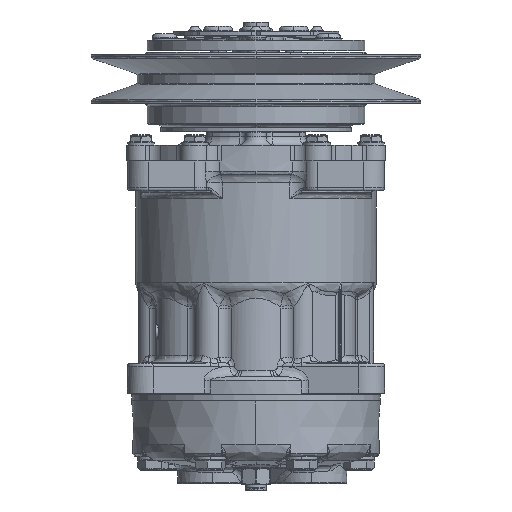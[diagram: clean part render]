
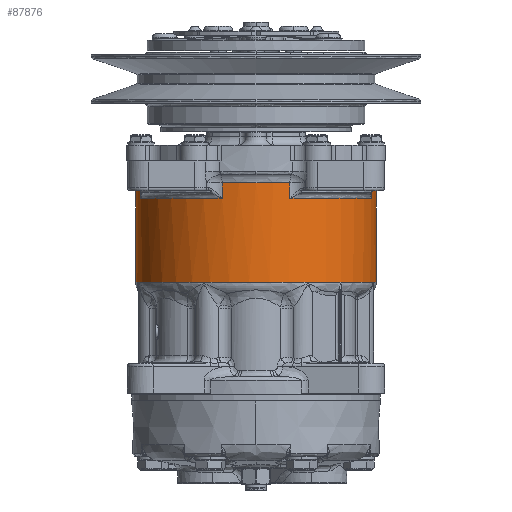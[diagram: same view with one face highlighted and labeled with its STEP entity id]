
A CAD part, front view. The second image highlights one B-rep face of the part: STEP entity #87876.
In plain terms, the highlighted cylindrical face has radius 58 mm (diameter 116 mm), a partial arc.
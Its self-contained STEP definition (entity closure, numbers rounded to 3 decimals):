
#15147 = CARTESIAN_POINT ( 'NONE',  ( -1.684, -35.716, 78.716 ) ) ;
#15591 = CARTESIAN_POINT ( 'NONE',  ( 70.31, 3.589, 78.716 ) ) ;
#16567 = CARTESIAN_POINT ( 'NONE',  ( 31.005, -35.716, 78.716 ) ) ;
#31810 = CARTESIAN_POINT ( 'NONE',  ( -1.684, -35.716, 86.138 ) ) ;
#31888 = CARTESIAN_POINT ( 'NONE',  ( 31.005, -35.716, 86.138 ) ) ;
#35716 = CIRCLE ( 'NONE', #35794, 58. ) ;
#35737 = CARTESIAN_POINT ( 'NONE',  ( 14.66, 19.934, 78.716 ) ) ;
#35738 = DIRECTION ( 'NONE',  ( 0., 0., -1. ) ) ;
#35739 = VECTOR ( 'NONE', #35738, 1000. ) ;
#35740 = CARTESIAN_POINT ( 'NONE',  ( -1.684, -35.716, 97.716 ) ) ;
#35741 = LINE ( 'NONE', #35740, #35739 ) ;
#35746 = CIRCLE ( 'NONE', #35792, 58. ) ;
#35784 = DIRECTION ( 'NONE',  ( 1., 0., 0. ) ) ;
#35785 = DIRECTION ( 'NONE',  ( 0., 0., -1. ) ) ;
#35790 = DIRECTION ( 'NONE',  ( 1., 0., 0. ) ) ;
#35791 = DIRECTION ( 'NONE',  ( 0., 0., -1. ) ) ;
#35792 = AXIS2_PLACEMENT_3D ( 'NONE', #35799, #35791, #35790 ) ;
#35794 = AXIS2_PLACEMENT_3D ( 'NONE', #35737, #35785, #35784 ) ;
#35799 = CARTESIAN_POINT ( 'NONE',  ( 14.66, 19.934, 78.716 ) ) ;
#35813 = LINE ( 'NONE', #35863, #35860 ) ;
#35859 = DIRECTION ( 'NONE',  ( 0., 0., -1. ) ) ;
#35860 = VECTOR ( 'NONE', #35859, 1000. ) ;
#35863 = CARTESIAN_POINT ( 'NONE',  ( 70.31, 3.589, 97.716 ) ) ;
#35880 = DIRECTION ( 'NONE',  ( 1., 0., 0. ) ) ;
#35881 = DIRECTION ( 'NONE',  ( 0., 0., 1. ) ) ;
#35882 = CARTESIAN_POINT ( 'NONE',  ( 14.66, 19.934, 38.216 ) ) ;
#35883 = AXIS2_PLACEMENT_3D ( 'NONE', #35882, #35881, #35880 ) ;
#35891 = CIRCLE ( 'NONE', #35883, 58. ) ;
#35895 = DIRECTION ( 'NONE',  ( 0., 0., 1. ) ) ;
#35896 = VECTOR ( 'NONE', #35895, 1000. ) ;
#35897 = CARTESIAN_POINT ( 'NONE',  ( 31.005, -35.716, 97.716 ) ) ;
#35898 = LINE ( 'NONE', #35897, #35896 ) ;
#39443 = CARTESIAN_POINT ( 'NONE',  ( 14.66, 19.934, 86.138 ) ) ;
#39478 = DIRECTION ( 'NONE',  ( -1., 0., 0. ) ) ;
#39479 = DIRECTION ( 'NONE',  ( 0., 0., -1. ) ) ;
#39480 = AXIS2_PLACEMENT_3D ( 'NONE', #39443, #39479, #39478 ) ;
#39481 = CIRCLE ( 'NONE', #39480, 58. ) ;
#40892 = CIRCLE ( 'NONE', #40949, 58. ) ;
#40946 = DIRECTION ( 'NONE',  ( -1., 0., 0. ) ) ;
#40947 = DIRECTION ( 'NONE',  ( 0., 0., -1. ) ) ;
#40948 = CARTESIAN_POINT ( 'NONE',  ( 14.66, 19.934, 86.138 ) ) ;
#40949 = AXIS2_PLACEMENT_3D ( 'NONE', #40948, #40947, #40946 ) ;
#41147 = DIRECTION ( 'NONE',  ( -1., 0., 0. ) ) ;
#41148 = DIRECTION ( 'NONE',  ( 0., 0., -1. ) ) ;
#41149 = CARTESIAN_POINT ( 'NONE',  ( 14.66, 19.934, 86.138 ) ) ;
#41150 = AXIS2_PLACEMENT_3D ( 'NONE', #41149, #41148, #41147 ) ;
#41153 = CIRCLE ( 'NONE', #41150, 58. ) ;
#42965 = CARTESIAN_POINT ( 'NONE',  ( 14.66, 19.934, 97.716 ) ) ;
#42989 = DIRECTION ( 'NONE',  ( 1., 0., 0. ) ) ;
#42990 = DIRECTION ( 'NONE',  ( 0., 0., 1. ) ) ;
#43000 = AXIS2_PLACEMENT_3D ( 'NONE', #42965, #42990, #42989 ) ;
#43001 = FACE_OUTER_BOUND ( 'NONE', #87943, .T. ) ;
#43003 = CYLINDRICAL_SURFACE ( 'NONE', #43000, 58. ) ;
#76570 = VERTEX_POINT ( 'NONE', #123022 ) ;
#76597 = EDGE_CURVE ( 'NONE', #76626, #76599, #123272, .T. ) ;
#76599 = VERTEX_POINT ( 'NONE', #123699 ) ;
#76606 = EDGE_CURVE ( 'NONE', #76639, #76570, #123802, .T. ) ;
#76626 = VERTEX_POINT ( 'NONE', #123905 ) ;
#76639 = VERTEX_POINT ( 'NONE', #123901 ) ;
#76715 = VERTEX_POINT ( 'NONE', #124957 ) ;
#77011 = EDGE_CURVE ( 'NONE', #76715, #76626, #128374, .T. ) ;
#77118 = EDGE_CURVE ( 'NONE', #77201, #77156, #130280, .T. ) ;
#77156 = VERTEX_POINT ( 'NONE', #130655 ) ;
#77175 = VERTEX_POINT ( 'NONE', #130828 ) ;
#77201 = VERTEX_POINT ( 'NONE', #131022 ) ;
#83854 = VERTEX_POINT ( 'NONE', #15147 ) ;
#83882 = VERTEX_POINT ( 'NONE', #15591 ) ;
#83905 = VERTEX_POINT ( 'NONE', #16567 ) ;
#86231 = VERTEX_POINT ( 'NONE', #31810 ) ;
#86261 = VERTEX_POINT ( 'NONE', #31888 ) ;
#86663 = EDGE_CURVE ( 'NONE', #86231, #83854, #35741, .T. ) ;
#86679 = EDGE_CURVE ( 'NONE', #83882, #83905, #35746, .T. ) ;
#86680 = EDGE_CURVE ( 'NONE', #83854, #77201, #35716, .T. ) ;
#86720 = EDGE_CURVE ( 'NONE', #77175, #83882, #35813, .T. ) ;
#86737 = EDGE_CURVE ( 'NONE', #83905, #86261, #35898, .T. ) ;
#86747 = EDGE_CURVE ( 'NONE', #76639, #76715, #35891, .T. ) ;
#87499 = EDGE_CURVE ( 'NONE', #76599, #77175, #39481, .T. ) ;
#87650 = EDGE_CURVE ( 'NONE', #86261, #86231, #40892, .T. ) ;
#87725 = EDGE_CURVE ( 'NONE', #77156, #76570, #41153, .T. ) ;
#87865 = ORIENTED_EDGE ( 'NONE', *, *, #87499, .T. ) ;
#87866 = ORIENTED_EDGE ( 'NONE', *, *, #86679, .T. ) ;
#87868 = ORIENTED_EDGE ( 'NONE', *, *, #87650, .T. ) ;
#87874 = ORIENTED_EDGE ( 'NONE', *, *, #86747, .T. ) ;
#87876 = ADVANCED_FACE ( 'NONE', ( #43001 ), #43003, .T. ) ;
#87926 = ORIENTED_EDGE ( 'NONE', *, *, #86663, .T. ) ;
#87930 = ORIENTED_EDGE ( 'NONE', *, *, #86680, .T. ) ;
#87933 = ORIENTED_EDGE ( 'NONE', *, *, #77118, .T. ) ;
#87935 = ORIENTED_EDGE ( 'NONE', *, *, #87725, .T. ) ;
#87943 = EDGE_LOOP ( 'NONE', ( #87945, #87874, #87944, #87947, #87865, #87946, #87866, #87948, #87868, #87926, #87930, #87933, #87935 ) ) ;
#87944 = ORIENTED_EDGE ( 'NONE', *, *, #77011, .T. ) ;
#87945 = ORIENTED_EDGE ( 'NONE', *, *, #76606, .F. ) ;
#87946 = ORIENTED_EDGE ( 'NONE', *, *, #86720, .T. ) ;
#87947 = ORIENTED_EDGE ( 'NONE', *, *, #76597, .T. ) ;
#87948 = ORIENTED_EDGE ( 'NONE', *, *, #86737, .T. ) ;
#123022 = CARTESIAN_POINT ( 'NONE',  ( -43.34, 19.934, 86.138 ) ) ;
#123269 = DIRECTION ( 'NONE',  ( 0., 0., 1. ) ) ;
#123270 = VECTOR ( 'NONE', #123269, 1000. ) ;
#123271 = CARTESIAN_POINT ( 'NONE',  ( 72.66, 19.934, 97.716 ) ) ;
#123272 = LINE ( 'NONE', #123271, #123270 ) ;
#123699 = CARTESIAN_POINT ( 'NONE',  ( 72.66, 19.934, 86.138 ) ) ;
#123788 = DIRECTION ( 'NONE',  ( 0., 0., 1. ) ) ;
#123789 = VECTOR ( 'NONE', #123788, 1000. ) ;
#123801 = CARTESIAN_POINT ( 'NONE',  ( -43.34, 19.934, 97.716 ) ) ;
#123802 = LINE ( 'NONE', #123801, #123789 ) ;
#123901 = CARTESIAN_POINT ( 'NONE',  ( -43.34, 19.934, 38.216 ) ) ;
#123905 = CARTESIAN_POINT ( 'NONE',  ( 72.66, 19.934, 38.216 ) ) ;
#124957 = CARTESIAN_POINT ( 'NONE',  ( 55.673, -21.079, 38.216 ) ) ;
#128361 = CARTESIAN_POINT ( 'NONE',  ( 14.66, 19.934, 38.216 ) ) ;
#128364 = AXIS2_PLACEMENT_3D ( 'NONE', #128361, #128425, #128424 ) ;
#128374 = CIRCLE ( 'NONE', #128364, 58. ) ;
#128424 = DIRECTION ( 'NONE',  ( 1., 0., 0. ) ) ;
#128425 = DIRECTION ( 'NONE',  ( 0., 0., 1. ) ) ;
#130262 = DIRECTION ( 'NONE',  ( 0., 0., 1. ) ) ;
#130263 = VECTOR ( 'NONE', #130262, 1000. ) ;
#130265 = CARTESIAN_POINT ( 'NONE',  ( -40.989, 3.589, 97.716 ) ) ;
#130280 = LINE ( 'NONE', #130265, #130263 ) ;
#130655 = CARTESIAN_POINT ( 'NONE',  ( -40.989, 3.589, 86.138 ) ) ;
#130828 = CARTESIAN_POINT ( 'NONE',  ( 70.31, 3.589, 86.138 ) ) ;
#131022 = CARTESIAN_POINT ( 'NONE',  ( -40.989, 3.589, 78.716 ) ) ;
